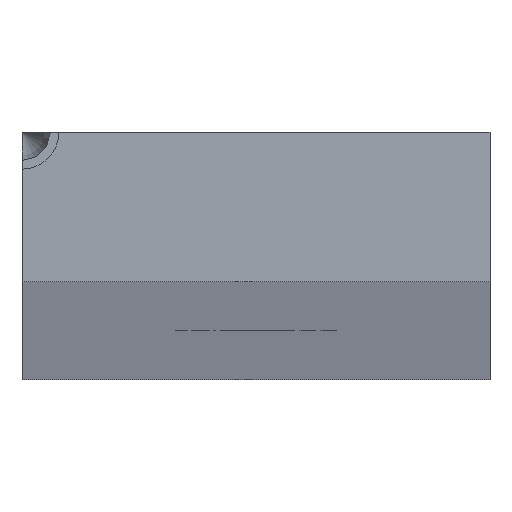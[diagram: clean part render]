
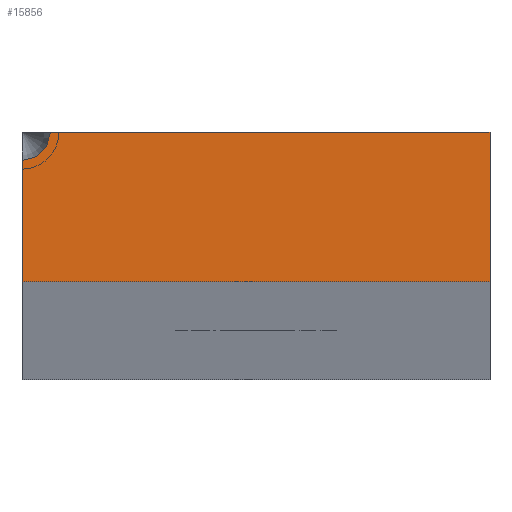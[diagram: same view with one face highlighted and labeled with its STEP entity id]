
A CAD part, top view. The second image highlights one B-rep face of the part: STEP entity #15856.
In plain terms, the highlighted planar face has unit normal (0, 0, 1).
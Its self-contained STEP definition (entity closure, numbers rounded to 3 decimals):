
#539 = DIRECTION ( 'NONE',  ( -1., 0., 0. ) ) ;
#964 = CARTESIAN_POINT ( 'NONE',  ( -12.5, 2.485, 1500. ) ) ;
#1072 = CARTESIAN_POINT ( 'NONE',  ( 12.5, 4., 1500. ) ) ;
#1324 = CARTESIAN_POINT ( 'NONE',  ( -12.5, -4., 1500. ) ) ;
#1385 = CARTESIAN_POINT ( 'NONE',  ( 12.5, -4., 1500. ) ) ;
#1542 = CARTESIAN_POINT ( 'NONE',  ( -12.5, 4., 1500. ) ) ;
#1829 = CARTESIAN_POINT ( 'NONE',  ( 0., 0., 1500. ) ) ;
#1859 = VERTEX_POINT ( 'NONE', #2223 ) ;
#2223 = CARTESIAN_POINT ( 'NONE',  ( -10.985, 4., 1500. ) ) ;
#2596 = LINE ( 'NONE', #10502, #17318 ) ;
#3920 = EDGE_CURVE ( 'NONE', #15125, #6292, #10784, .T. ) ;
#3966 = CARTESIAN_POINT ( 'NONE',  ( -12.5, -4., 1500. ) ) ;
#4082 = EDGE_LOOP ( 'NONE', ( #10425, #10461, #5893, #5362, #9349 ) ) ;
#4279 = LINE ( 'NONE', #11586, #7402 ) ;
#4305 = EDGE_CURVE ( 'NONE', #10966, #15125, #11549, .T. ) ;
#4444 = EDGE_CURVE ( 'NONE', #10966, #1859, #9170, .T. ) ;
#5362 = ORIENTED_EDGE ( 'NONE', *, *, #11898, .T. ) ;
#5893 = ORIENTED_EDGE ( 'NONE', *, *, #3920, .T. ) ;
#6292 = VERTEX_POINT ( 'NONE', #1385 ) ;
#6797 = EDGE_CURVE ( 'NONE', #16667, #1859, #4279, .T. ) ;
#6944 = DIRECTION ( 'NONE',  ( -1., 0., 0. ) ) ;
#7402 = VECTOR ( 'NONE', #539, 1000. ) ;
#7773 = VECTOR ( 'NONE', #18238, 1000. ) ;
#7922 = VECTOR ( 'NONE', #11237, 1000. ) ;
#8495 = DIRECTION ( 'NONE',  ( 0., 0., 1. ) ) ;
#9170 = CIRCLE ( 'NONE', #11493, 1.515 ) ;
#9349 = ORIENTED_EDGE ( 'NONE', *, *, #6797, .T. ) ;
#9899 = FACE_OUTER_BOUND ( 'NONE', #4082, .T. ) ;
#9940 = AXIS2_PLACEMENT_3D ( 'NONE', #1829, #16096, #10199 ) ;
#10199 = DIRECTION ( 'NONE',  ( -1., 0., 0. ) ) ;
#10425 = ORIENTED_EDGE ( 'NONE', *, *, #4444, .F. ) ;
#10461 = ORIENTED_EDGE ( 'NONE', *, *, #4305, .T. ) ;
#10502 = CARTESIAN_POINT ( 'NONE',  ( 12.5, -4., 1500. ) ) ;
#10684 = DIRECTION ( 'NONE',  ( 0., 1., 0. ) ) ;
#10784 = LINE ( 'NONE', #1324, #7922 ) ;
#10966 = VERTEX_POINT ( 'NONE', #964 ) ;
#11237 = DIRECTION ( 'NONE',  ( 1., 0., 0. ) ) ;
#11493 = AXIS2_PLACEMENT_3D ( 'NONE', #1542, #8495, #6944 ) ;
#11549 = LINE ( 'NONE', #3966, #7773 ) ;
#11586 = CARTESIAN_POINT ( 'NONE',  ( -12.5, 4., 1500. ) ) ;
#11898 = EDGE_CURVE ( 'NONE', #6292, #16667, #2596, .T. ) ;
#12824 = PLANE ( 'NONE',  #9940 ) ;
#15125 = VERTEX_POINT ( 'NONE', #15443 ) ;
#15443 = CARTESIAN_POINT ( 'NONE',  ( -12.5, -4., 1500. ) ) ;
#15856 = ADVANCED_FACE ( 'NONE', ( #9899 ), #12824, .F. ) ;
#16096 = DIRECTION ( 'NONE',  ( 0., 0., -1. ) ) ;
#16667 = VERTEX_POINT ( 'NONE', #1072 ) ;
#17318 = VECTOR ( 'NONE', #10684, 1000. ) ;
#18238 = DIRECTION ( 'NONE',  ( 0., -1., 0. ) ) ;
